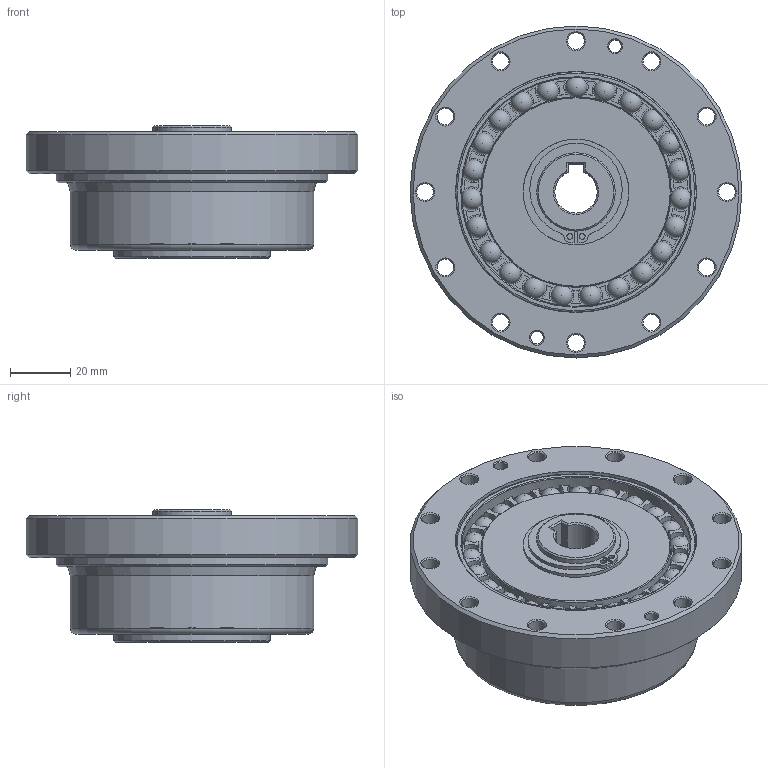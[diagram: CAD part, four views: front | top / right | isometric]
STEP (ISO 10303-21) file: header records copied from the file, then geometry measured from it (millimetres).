
FILE_DESCRIPTION(/* description */ (''),/* implementation_level */ '2;1');
FILE_NAME(/* name */ 'WUI-S-32.stp',/* time_stamp */ '2018-11-23T14:24:43+08:00',/* author */ ('yin210'),/* organization */ (''),/* preprocessor_version */ 'ST-DEVELOPER v15.2',/* originating_system */ 'Autodesk Inventor 2014',/* authorisation */ '');
FILE_SCHEMA (('AUTOMOTIVE_DESIGN { 1 0 10303 214 3 1 1 }'));
Length unit declared in the file: centimetre
Products named in the file (1): WUI-S-32
Bounding box: 110 x 110 x 44 mm (x, y, z)
Volume: 142411.4 mm3; surface area: 53783.4 mm2
Topology: 1 solids, 1 shells, 349 faces, 868 edges, 534 vertices
Faces by surface type: cylinder 141, plane 73, cone 63, torus 49, sphere 23
Full cylindrical faces by diameter (mm): 2 x2, 4.134 x4, 5.5 x12, 9 x8, 24.9 x1, 26 x2, 35 x1, 52 x1, 53.5 x1, 63.04 x1, 75.82 x1, 79.75 x1, 79.8 x1, 80.7 x1, 90 x1, 110 x1
Entity records: 9674 total; most frequent: DIRECTION 1892, CARTESIAN_POINT 1480, ORIENTED_EDGE 1418, AXIS2_PLACEMENT_3D 883, EDGE_CURVE 663, EDGE_LOOP 538, CIRCLE 529, VERTEX_POINT 455
